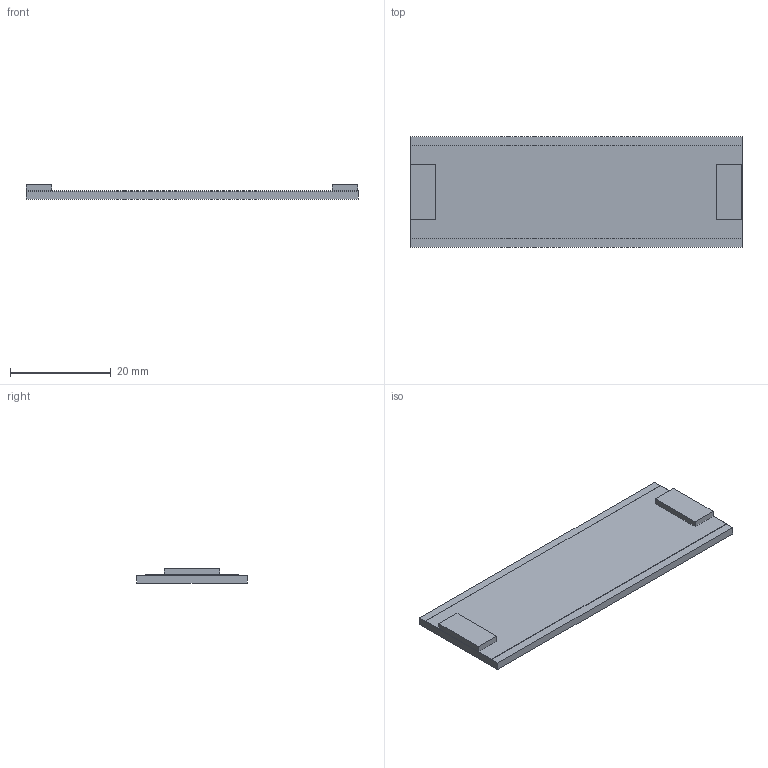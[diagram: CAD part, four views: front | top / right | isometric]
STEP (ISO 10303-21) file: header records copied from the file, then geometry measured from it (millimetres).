
FILE_DESCRIPTION(/* description */ ('','CAx-IF Rec.Pracs.---Representation and Presentation of Product Manufacturing Information (PMI)---4.0---2014-10-13'),/* implementation_level */ '2;1');
FILE_NAME(/* name */ 'c757972b-6673-4a72-bb74-7fc88f46013d.stp',/* time_stamp */ '2024-10-30T13:44:50Z',/* author */ (''),/* organization */ (''),/* preprocessor_version */ 'ST-DEVELOPER v20',/* originating_system */ 'Autodesk Translation Framework v13.20.0.188',/* authorisation */ '');
FILE_SCHEMA (('AP242_MANAGED_MODEL_BASED_3D_ENGINEERING_MIM_LF { 1 0 10303 442 1 1 4 }'));
Length unit declared in the file: millimetre
Products named in the file (5): c757972b-6673-4a72-bb74-7fc88f46013d; PCB Component; Board; CSRR_SENSOR; SMA-142-0701-801/806
Assembly tree (5 placements, depth 3):
  c757972b-6673-4a72-bb74-7fc88f46013d
    PCB Component
      Board
      CSRR_SENSOR
      SMA-142-0701-801/806  x2
Bounding box: 66 x 22 x 2.86 mm (x, y, z)
Volume: 2548.2 mm3; surface area: 5962.1 mm2
Topology: 4 solids, 4 shells, 24 faces, 48 edges, 32 vertices
Faces by surface type: plane 24
Entity records: 626 total; most frequent: DIRECTION 92, CARTESIAN_POINT 88, ORIENTED_EDGE 72, LINE 36, VECTOR 36, EDGE_CURVE 36, AXIS2_PLACEMENT_3D 28, VERTEX_POINT 24
